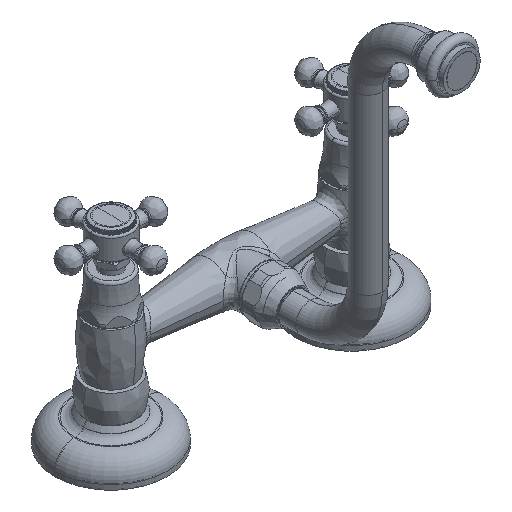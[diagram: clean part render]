
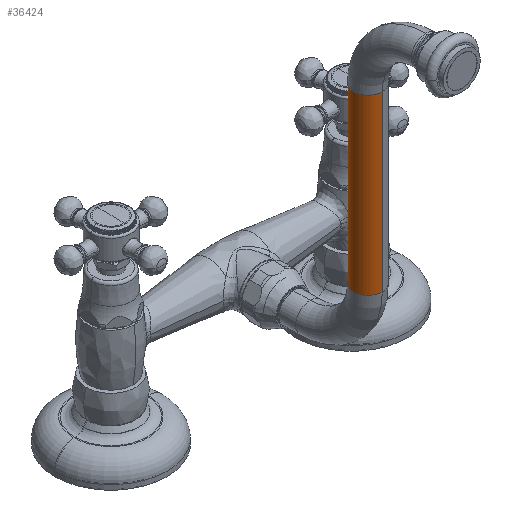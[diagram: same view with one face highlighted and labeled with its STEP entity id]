
A CAD part, isometric view. The second image highlights one B-rep face of the part: STEP entity #36424.
In plain terms, the highlighted cylindrical face has radius 9 mm (diameter 18 mm), a partial arc.
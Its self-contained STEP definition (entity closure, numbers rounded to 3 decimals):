
#12193=CARTESIAN_POINT('',(0.,-85.1,36.));
#12194=DIRECTION('',(0.,0.,1.));
#12195=DIRECTION('',(0.,1.,0.));
#12196=AXIS2_PLACEMENT_3D('',#12193,#12194,#12195);
#12198=DIRECTION('',(0.,0.,1.));
#12199=VECTOR('',#12198,108.);
#12200=CARTESIAN_POINT('',(0.,-76.1,36.));
#12201=LINE('',#12200,#12199);
#12207=DIRECTION('',(0.,0.,1.));
#12208=VECTOR('',#12207,108.);
#12209=CARTESIAN_POINT('',(0.,-94.1,36.));
#12210=LINE('',#12209,#12208);
#12221=CARTESIAN_POINT('',(0.,-85.1,144.));
#12222=DIRECTION('',(0.,0.,1.));
#12223=DIRECTION('',(0.,1.,0.));
#12224=AXIS2_PLACEMENT_3D('',#12221,#12222,#12223);
#20069=CARTESIAN_POINT('',(0.,-94.1,36.));
#20070=CARTESIAN_POINT('',(0.,-76.1,36.));
#20071=VERTEX_POINT('',#20069);
#20072=VERTEX_POINT('',#20070);
#20073=CARTESIAN_POINT('',(0.,-94.1,144.));
#20074=CARTESIAN_POINT('',(0.,-76.1,144.));
#20075=VERTEX_POINT('',#20073);
#20076=VERTEX_POINT('',#20074);
#36410=CARTESIAN_POINT('',(0.,-85.1,36.));
#36411=DIRECTION('',(0.,0.,1.));
#36412=DIRECTION('',(0.,-1.,0.));
#36413=AXIS2_PLACEMENT_3D('',#36410,#36411,#36412);
#36414=CYLINDRICAL_SURFACE('',#36413,9.);
#36415=ORIENTED_EDGE('',*,*,#36397,.F.);
#36417=ORIENTED_EDGE('',*,*,#36416,.T.);
#36419=ORIENTED_EDGE('',*,*,#36418,.T.);
#36421=ORIENTED_EDGE('',*,*,#36420,.F.);
#36422=EDGE_LOOP('',(#36415,#36417,#36419,#36421));
#36423=FACE_OUTER_BOUND('',#36422,.F.);
#36424=ADVANCED_FACE('',(#36423),#36414,.T.);
#12197=CIRCLE('',#12196,9.);
#12225=CIRCLE('',#12224,9.);
#36397=EDGE_CURVE('',#20072,#20071,#12197,.T.);
#36416=EDGE_CURVE('',#20072,#20076,#12201,.T.);
#36418=EDGE_CURVE('',#20076,#20075,#12225,.T.);
#36420=EDGE_CURVE('',#20071,#20075,#12210,.T.);
